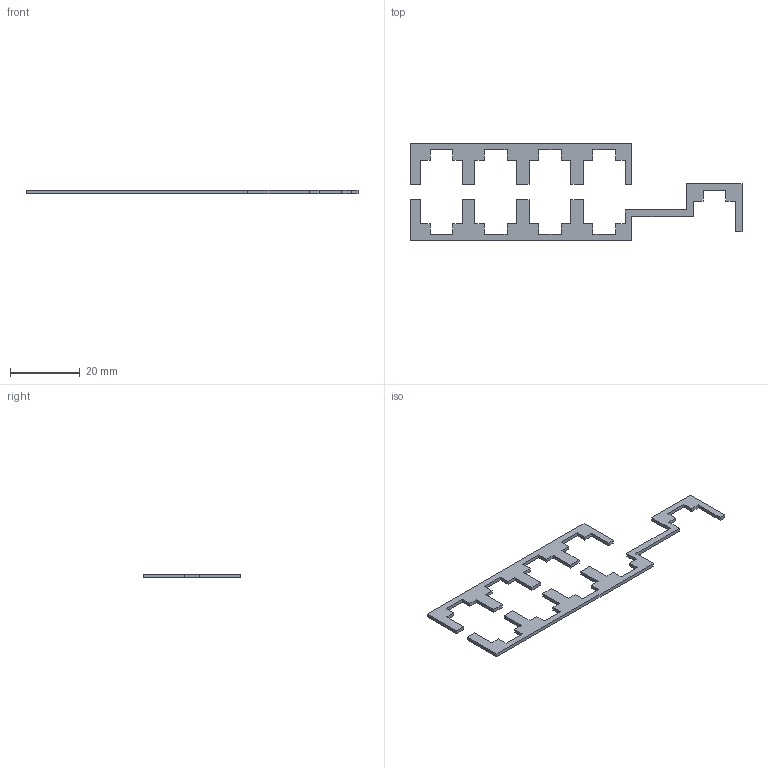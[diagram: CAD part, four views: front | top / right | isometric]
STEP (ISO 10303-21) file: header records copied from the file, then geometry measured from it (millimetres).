
FILE_DESCRIPTION(/* description */ (''),/* implementation_level */ '2;1');
FILE_NAME(/* name */ 'UDM port covers - split and minimized v1.step',/* time_stamp */ '2024-10-22T16:07:27-07:00',/* author */ (''),/* organization */ (''),/* preprocessor_version */ 'ST-DEVELOPER v20',/* originating_system */ 'Autodesk Translation Framework v13.20.0.188',/* authorisation */ '');
FILE_SCHEMA (('AUTOMOTIVE_DESIGN { 1 0 10303 214 3 1 1 }'));
Length unit declared in the file: millimetre
Products named in the file (1): UDM port covers - split and minimized
Bounding box: 94.88 x 28 x 1 mm (x, y, z)
Volume: 788.7 mm3; surface area: 2133.5 mm2
Topology: 2 solids, 2 shells, 88 faces, 252 edges, 168 vertices
Faces by surface type: plane 88
Entity records: 2848 total; most frequent: CARTESIAN_POINT 509, ORIENTED_EDGE 504, DIRECTION 430, LINE 252, VECTOR 252, EDGE_CURVE 252, VERTEX_POINT 168, AXIS2_PLACEMENT_3D 89
